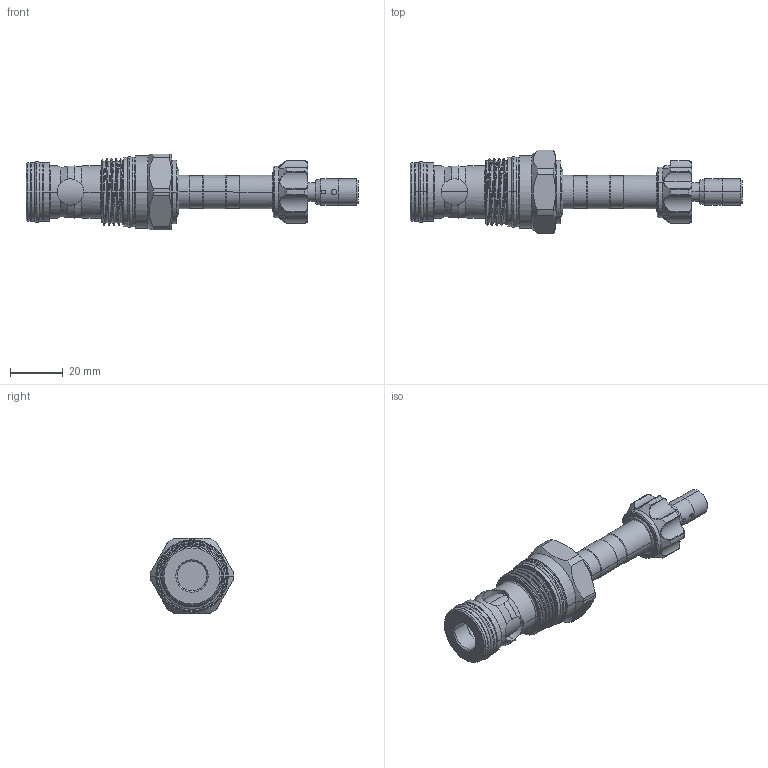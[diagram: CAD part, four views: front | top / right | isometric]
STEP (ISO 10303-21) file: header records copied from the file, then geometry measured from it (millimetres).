
FILE_DESCRIPTION (( 'STEP AP203' ), '1' );
FILE_NAME ('EP5A2A10T05.STEP', '2020-04-16T03:59:25', ( '' ), ( '' ), 'SwSTEP 2.0', 'SolidWorks 2018', '' );
FILE_SCHEMA (( 'CONFIG_CONTROL_DESIGN' ));
Length unit declared in the file: millimetre
Products named in the file (1): EP5A2A10T05
Bounding box: 125.45 x 31.6 x 28.57 mm (x, y, z)
Volume: 34617.6 mm3; surface area: 12429.5 mm2
Topology: 6 solids, 6 shells, 329 faces, 788 edges, 488 vertices
Faces by surface type: cylinder 160, cone 50, torus 47, plane 36, bspline 36
Entity records: 13611 total; most frequent: CARTESIAN_POINT 6260, ORIENTED_EDGE 1572, DIRECTION 1484, EDGE_CURVE 786, AXIS2_PLACEMENT_3D 646, VERTEX_POINT 488, EDGE_LOOP 360, CIRCLE 352
